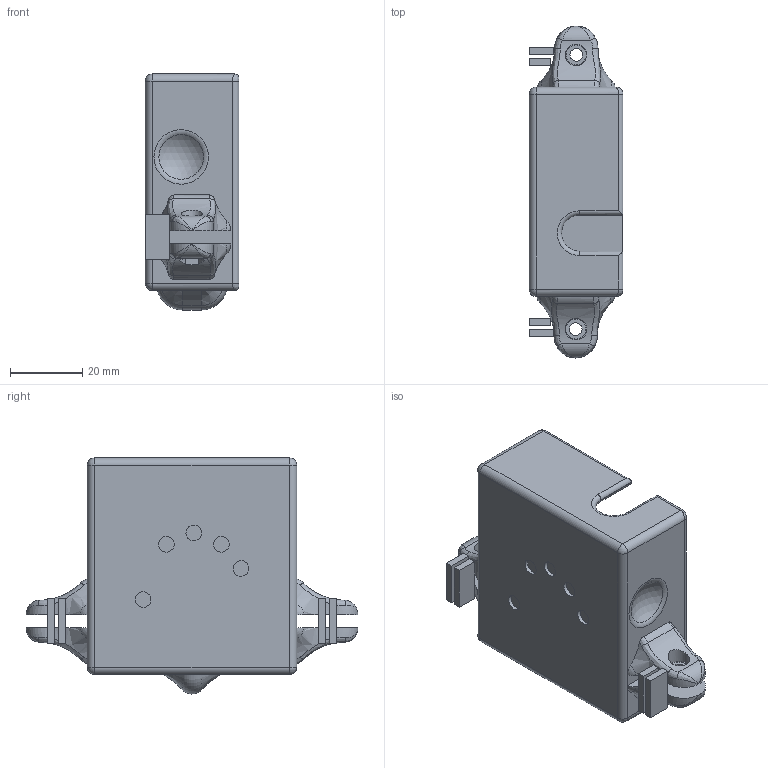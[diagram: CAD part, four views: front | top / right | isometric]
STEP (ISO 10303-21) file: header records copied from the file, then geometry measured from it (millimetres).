
FILE_DESCRIPTION(/* description */ (''),/* implementation_level */ '2;1');
FILE_NAME(/* name */ 'Evolution_porta_portapilas_rev02.stp',/* time_stamp */ '2015-08-24T18:18:30+02:00',/* author */ ('jnazabal'),/* organization */ (''),/* preprocessor_version */ 'ST-DEVELOPER v15.6',/* originating_system */ 'Autodesk Inventor 2015',/* authorisation */ '');
FILE_SCHEMA (('AUTOMOTIVE_DESIGN { 1 0 10303 214 3 1 1 }'));
Length unit declared in the file: millimetre
Products named in the file (1): Evolution_porta_portapilas_rev02
Bounding box: 26 x 92 x 65.42 mm (x, y, z)
Volume: 30260.6 mm3; surface area: 20542.9 mm2
Topology: 5 solids, 5 shells, 184 faces, 416 edges, 248 vertices
Faces by surface type: plane 64, bspline 53, cylinder 39, torus 14, sphere 14
Full cylindrical faces by diameter (mm): 3.5 x4, 6 x2
Entity records: 20426 total; most frequent: CARTESIAN_POINT 16733, ORIENTED_EDGE 792, DIRECTION 692, EDGE_CURVE 396, AXIS2_PLACEMENT_3D 270, VERTEX_POINT 248, EDGE_LOOP 218, FACE_OUTER_BOUND 184
